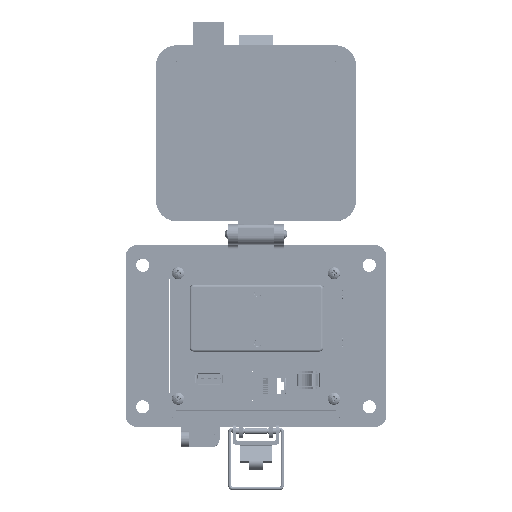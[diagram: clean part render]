
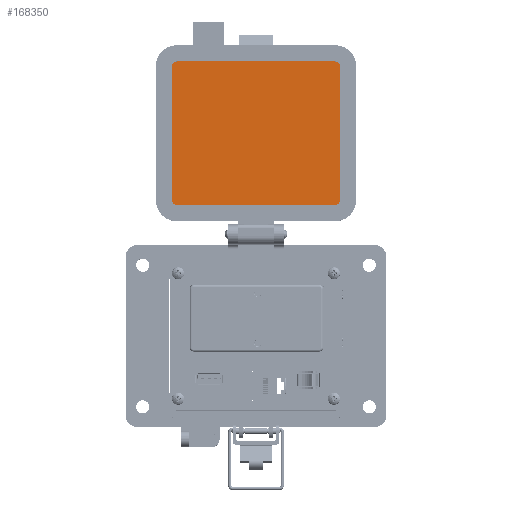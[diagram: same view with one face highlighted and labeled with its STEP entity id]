
A CAD part, top view. The second image highlights one B-rep face of the part: STEP entity #168350.
In plain terms, the highlighted planar face has unit normal (0, 0, 1).
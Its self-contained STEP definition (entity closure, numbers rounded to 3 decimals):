
#38 = LINE ( 'NONE', #81490, #244046 ) ;
#2407 = DIRECTION ( 'NONE',  ( 1., 0., 0. ) ) ;
#6939 = CARTESIAN_POINT ( 'NONE',  ( 39.871, 130.108, 19.202 ) ) ;
#6955 = CARTESIAN_POINT ( 'NONE',  ( 38.212, 60.004, 19.202 ) ) ;
#15257 = CARTESIAN_POINT ( 'NONE',  ( -42.469, 128.688, 19.202 ) ) ;
#25111 = CIRCLE ( 'NONE', #133370, 2.299 ) ;
#27262 = DIRECTION ( 'NONE',  ( -1., 0., 0. ) ) ;
#32822 = DIRECTION ( 'NONE',  ( 0., 1., 0. ) ) ;
#44702 = EDGE_CURVE ( 'NONE', #110458, #89018, #25111, .T. ) ;
#46283 = LINE ( 'NONE', #252673, #253811 ) ;
#49188 = VERTEX_POINT ( 'NONE', #83530 ) ;
#54880 = ORIENTED_EDGE ( 'NONE', *, *, #217750, .F. ) ;
#55419 = AXIS2_PLACEMENT_3D ( 'NONE', #196446, #262929, #135293 ) ;
#56178 = EDGE_LOOP ( 'NONE', ( #93010, #54880, #81949, #99909, #160692, #207480, #71240, #205576 ) ) ;
#57036 = DIRECTION ( 'NONE',  ( 1., 0., 0. ) ) ;
#63999 = DIRECTION ( 'NONE',  ( 0., 0., 1. ) ) ;
#64024 = VERTEX_POINT ( 'NONE', #15257 ) ;
#65316 = FACE_OUTER_BOUND ( 'NONE', #56178, .T. ) ;
#71240 = ORIENTED_EDGE ( 'NONE', *, *, #44702, .F. ) ;
#73207 = AXIS2_PLACEMENT_3D ( 'NONE', #6939, #63999, #127710 ) ;
#74879 = LINE ( 'NONE', #157668, #183299 ) ;
#77475 = DIRECTION ( 'NONE',  ( 0., -1., 0. ) ) ;
#80766 = AXIS2_PLACEMENT_3D ( 'NONE', #208764, #230511, #2407 ) ;
#81490 = CARTESIAN_POINT ( 'NONE',  ( 38.212, 93.196, 19.202 ) ) ;
#81949 = ORIENTED_EDGE ( 'NONE', *, *, #163588, .F. ) ;
#82948 = LINE ( 'NONE', #210575, #90293 ) ;
#83530 = CARTESIAN_POINT ( 'NONE',  ( 38.212, 126.389, 19.202 ) ) ;
#89018 = VERTEX_POINT ( 'NONE', #195901 ) ;
#90293 = VECTOR ( 'NONE', #144084, 1000. ) ;
#93010 = ORIENTED_EDGE ( 'NONE', *, *, #232504, .F. ) ;
#99909 = ORIENTED_EDGE ( 'NONE', *, *, #186939, .F. ) ;
#100426 = CARTESIAN_POINT ( 'NONE',  ( -42.469, 60.004, 19.202 ) ) ;
#103055 = CIRCLE ( 'NONE', #55419, 2.299 ) ;
#106021 = PLANE ( 'NONE',  #73207 ) ;
#110458 = VERTEX_POINT ( 'NONE', #244947 ) ;
#116800 = EDGE_CURVE ( 'NONE', #89018, #134261, #74879, .T. ) ;
#127710 = DIRECTION ( 'NONE',  ( -1., 0., 0. ) ) ;
#133370 = AXIS2_PLACEMENT_3D ( 'NONE', #100426, #183266, #57036 ) ;
#134261 = VERTEX_POINT ( 'NONE', #229922 ) ;
#135293 = DIRECTION ( 'NONE',  ( 0., -1., 0. ) ) ;
#144084 = DIRECTION ( 'NONE',  ( 1., 0., 0. ) ) ;
#148665 = AXIS2_PLACEMENT_3D ( 'NONE', #192544, #177497, #196530 ) ;
#157668 = CARTESIAN_POINT ( 'NONE',  ( -44.769, 93.196, 19.202 ) ) ;
#160692 = ORIENTED_EDGE ( 'NONE', *, *, #165501, .F. ) ;
#163588 = EDGE_CURVE ( 'NONE', #173791, #49188, #206591, .T. ) ;
#165501 = EDGE_CURVE ( 'NONE', #134261, #64024, #103055, .T. ) ;
#165867 = CARTESIAN_POINT ( 'NONE',  ( 35.912, 57.705, 19.202 ) ) ;
#168350 = ADVANCED_FACE ( 'NONE', ( #65316 ), #106021, .T. ) ;
#173791 = VERTEX_POINT ( 'NONE', #263027 ) ;
#177497 = DIRECTION ( 'NONE',  ( 0., 0., -1. ) ) ;
#179620 = EDGE_CURVE ( 'NONE', #248511, #110458, #46283, .T. ) ;
#183266 = DIRECTION ( 'NONE',  ( 0., 0., -1. ) ) ;
#183299 = VECTOR ( 'NONE', #32822, 1000. ) ;
#186939 = EDGE_CURVE ( 'NONE', #64024, #173791, #82948, .T. ) ;
#192544 = CARTESIAN_POINT ( 'NONE',  ( 35.912, 60.004, 19.202 ) ) ;
#195901 = CARTESIAN_POINT ( 'NONE',  ( -44.769, 60.004, 19.202 ) ) ;
#196446 = CARTESIAN_POINT ( 'NONE',  ( -42.469, 126.389, 19.202 ) ) ;
#196530 = DIRECTION ( 'NONE',  ( 0., -1., 0. ) ) ;
#205576 = ORIENTED_EDGE ( 'NONE', *, *, #179620, .F. ) ;
#206591 = CIRCLE ( 'NONE', #80766, 2.299 ) ;
#207480 = ORIENTED_EDGE ( 'NONE', *, *, #116800, .F. ) ;
#208764 = CARTESIAN_POINT ( 'NONE',  ( 35.912, 126.389, 19.202 ) ) ;
#210575 = CARTESIAN_POINT ( 'NONE',  ( -3.279, 128.688, 19.202 ) ) ;
#217750 = EDGE_CURVE ( 'NONE', #49188, #247617, #38, .T. ) ;
#229922 = CARTESIAN_POINT ( 'NONE',  ( -44.769, 126.389, 19.202 ) ) ;
#230511 = DIRECTION ( 'NONE',  ( 0., 0., -1. ) ) ;
#232504 = EDGE_CURVE ( 'NONE', #247617, #248511, #252860, .T. ) ;
#244046 = VECTOR ( 'NONE', #77475, 1000. ) ;
#244947 = CARTESIAN_POINT ( 'NONE',  ( -42.469, 57.705, 19.202 ) ) ;
#247617 = VERTEX_POINT ( 'NONE', #6955 ) ;
#248511 = VERTEX_POINT ( 'NONE', #165867 ) ;
#252673 = CARTESIAN_POINT ( 'NONE',  ( -3.279, 57.705, 19.202 ) ) ;
#252860 = CIRCLE ( 'NONE', #148665, 2.299 ) ;
#253811 = VECTOR ( 'NONE', #27262, 1000. ) ;
#262929 = DIRECTION ( 'NONE',  ( 0., 0., -1. ) ) ;
#263027 = CARTESIAN_POINT ( 'NONE',  ( 35.912, 128.688, 19.202 ) ) ;
